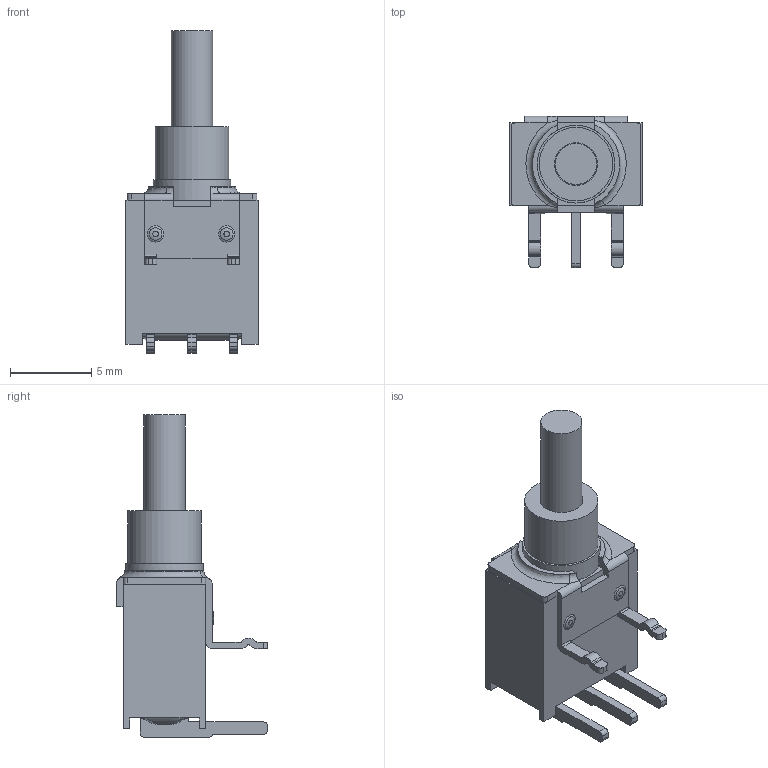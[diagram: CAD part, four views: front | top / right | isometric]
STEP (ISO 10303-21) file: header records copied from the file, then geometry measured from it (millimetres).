
FILE_DESCRIPTION(/* description */ (''),/* implementation_level */ '2;1');
FILE_NAME(/* name */ '800AWSPxM61xE.stp',/* time_stamp */ '2025-05-16T12:44:15-05:00',/* author */ ('mroman'),/* organization */ (''),/* preprocessor_version */ 'ST-DEVELOPER v18.1',/* originating_system */ 'Autodesk Inventor 2022',/* authorisation */ '');
FILE_SCHEMA (('AUTOMOTIVE_DESIGN { 1 0 10303 214 3 1 1 }'));
Length unit declared in the file: centimetre
Products named in the file (1): 800AWSPxM61xE
Bounding box: 8.13 x 9.3 x 19.83 mm (x, y, z)
Volume: 466.3 mm3; surface area: 573.5 mm2
Topology: 2 solids, 2 shells, 271 faces, 746 edges, 492 vertices
Faces by surface type: plane 168, cylinder 51, bspline 48, torus 2, cone 2
Full cylindrical faces by diameter (mm): 2.54 x1, 2.63 x1, 4.52 x1, 4.78 x1
Entity records: 9097 total; most frequent: CARTESIAN_POINT 2397, ORIENTED_EDGE 1492, DIRECTION 1212, EDGE_CURVE 746, LINE 512, VECTOR 512, VERTEX_POINT 492, AXIS2_PLACEMENT_3D 350
